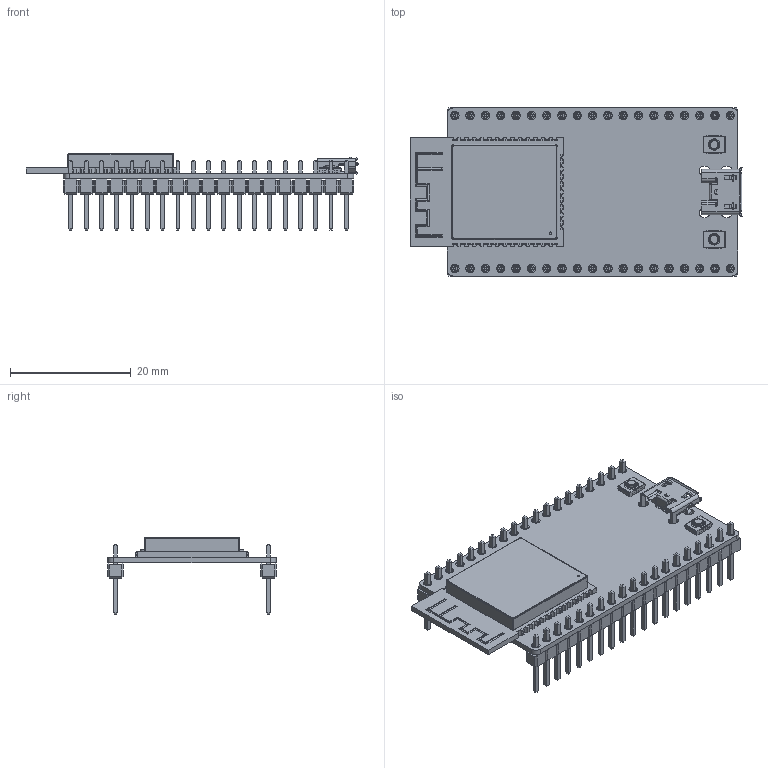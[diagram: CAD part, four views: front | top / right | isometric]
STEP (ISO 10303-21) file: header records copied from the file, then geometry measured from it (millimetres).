
FILE_DESCRIPTION(/* description */ (''),/* implementation_level */ '2;1');
FILE_NAME(/* name */ 'ESP32.stp',/* time_stamp */ '2020-03-10T21:53:18-04:00',/* author */ ('Ishaan'),/* organization */ (''),/* preprocessor_version */ 'ST-DEVELOPER v18',/* originating_system */ 'Autodesk Inventor 2020',/* authorisation */ '');
FILE_SCHEMA (('AUTOMOTIVE_DESIGN { 1 0 10303 214 3 1 1 }'));
Products named in the file (7): ESP32; ESP32-DEVKITC-32D--3DModel-STEP-56544 v1; board; header; ESP32-WROOM-32D; micro usb; button
Assembly tree (8 placements, depth 3):
  ESP32
    ESP32-DEVKITC-32D--3DModel-STEP-56544 v1
      board
      header  x2
      ESP32-WROOM-32D
      micro usb
      button  x2
Bounding box: 55.1 x 27.94 x 12.69 mm (x, y, z)
Volume: 2365.2 mm3; surface area: 8309.1 mm2
Topology: 182 solids, 182 shells, 3709 faces, 9083 edges, 5726 vertices
Faces by surface type: plane 3295, cylinder 394, bspline 12, sphere 4, torus 4
Full cylindrical faces by diameter (mm): 0.1 x25, 0.4 x1, 1 x38, 1.4 x76, 1.5 x2, 1.9 x2, 2.453 x4
Entity records: 77396 total; most frequent: CARTESIAN_POINT 13778, ORIENTED_EDGE 13060, DIRECTION 12656, EDGE_CURVE 6530, LINE 5472, VECTOR 5472, VERTEX_POINT 4222, AXIS2_PLACEMENT_3D 3592
